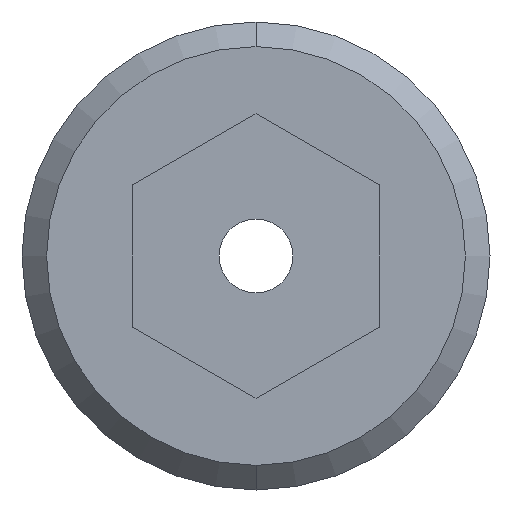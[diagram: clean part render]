
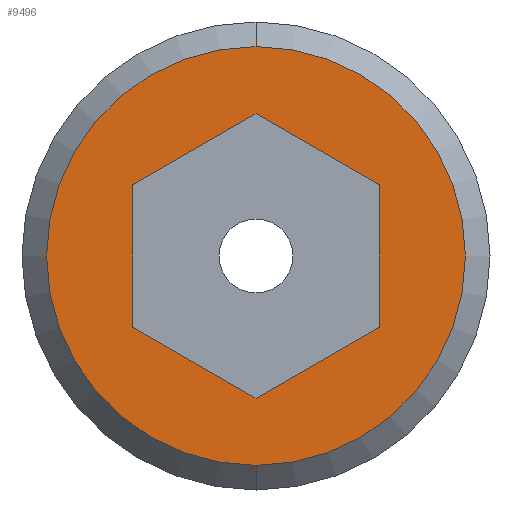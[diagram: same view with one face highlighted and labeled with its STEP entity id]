
A CAD part, left-side view. The second image highlights one B-rep face of the part: STEP entity #9496.
In plain terms, the highlighted planar face has unit normal (-1, 0, 0).
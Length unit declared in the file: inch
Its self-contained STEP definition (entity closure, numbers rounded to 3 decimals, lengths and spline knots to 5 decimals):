
#3943=CARTESIAN_POINT('',(-0.162,0.,0.));
#3944=DIRECTION('',(-1.,0.,0.));
#3945=DIRECTION('',(0.,1.,0.));
#3946=AXIS2_PLACEMENT_3D('',#3943,#3944,#3945);
#3961=DIRECTION('',(0.,0.5,0.866));
#3962=VECTOR('',#3961,0.08083);
#3963=CARTESIAN_POINT('',(-0.162,0.04041,-0.07));
#3964=LINE('',#3963,#3962);
#3965=DIRECTION('',(0.,1.,0.));
#3966=VECTOR('',#3965,0.08083);
#3967=CARTESIAN_POINT('',(-0.162,-0.04041,-0.07));
#3968=LINE('',#3967,#3966);
#3969=DIRECTION('',(0.,0.5,-0.866));
#3970=VECTOR('',#3969,0.08083);
#3971=CARTESIAN_POINT('',(-0.162,-0.08083,0.));
#3972=LINE('',#3971,#3970);
#3973=DIRECTION('',(0.,-0.5,-0.866));
#3974=VECTOR('',#3973,0.08083);
#3975=CARTESIAN_POINT('',(-0.162,-0.04041,0.07));
#3976=LINE('',#3975,#3974);
#3977=DIRECTION('',(0.,-1.,0.));
#3978=VECTOR('',#3977,0.08083);
#3979=CARTESIAN_POINT('',(-0.162,0.04041,0.07));
#3980=LINE('',#3979,#3978);
#3981=DIRECTION('',(0.,-0.5,0.866));
#3982=VECTOR('',#3981,0.08083);
#3983=CARTESIAN_POINT('',(-0.162,0.08083,0.));
#3984=LINE('',#3983,#3982);
#3985=CARTESIAN_POINT('',(-0.162,0.,0.));
#3986=DIRECTION('',(1.,0.,0.));
#3987=DIRECTION('',(0.,1.,0.));
#3988=AXIS2_PLACEMENT_3D('',#3985,#3986,#3987);
#4237=CARTESIAN_POINT('',(-0.162,0.119,0.));
#4238=CARTESIAN_POINT('',(-0.162,-0.119,0.));
#4239=VERTEX_POINT('',#4237);
#4240=VERTEX_POINT('',#4238);
#4257=CARTESIAN_POINT('',(-0.162,0.04041,-0.07));
#4258=CARTESIAN_POINT('',(-0.162,0.08083,0.));
#4259=VERTEX_POINT('',#4257);
#4260=VERTEX_POINT('',#4258);
#4261=CARTESIAN_POINT('',(-0.162,-0.04041,-0.07));
#4262=VERTEX_POINT('',#4261);
#4263=CARTESIAN_POINT('',(-0.162,-0.08083,0.));
#4264=VERTEX_POINT('',#4263);
#4265=CARTESIAN_POINT('',(-0.162,-0.04041,0.07));
#4266=VERTEX_POINT('',#4265);
#4267=CARTESIAN_POINT('',(-0.162,0.04041,0.07));
#4268=VERTEX_POINT('',#4267);
#9472=CARTESIAN_POINT('',(-0.162,0.,0.));
#9473=DIRECTION('',(1.,0.,0.));
#9474=DIRECTION('',(0.,-1.,0.));
#9475=AXIS2_PLACEMENT_3D('',#9472,#9473,#9474);
#9476=PLANE('',#9475);
#9477=ORIENTED_EDGE('',*,*,#9462,.F.);
#9479=ORIENTED_EDGE('',*,*,#9478,.T.);
#9480=EDGE_LOOP('',(#9477,#9479));
#9481=FACE_OUTER_BOUND('',#9480,.F.);
#9483=ORIENTED_EDGE('',*,*,#9482,.F.);
#9485=ORIENTED_EDGE('',*,*,#9484,.F.);
#9487=ORIENTED_EDGE('',*,*,#9486,.F.);
#9489=ORIENTED_EDGE('',*,*,#9488,.F.);
#9491=ORIENTED_EDGE('',*,*,#9490,.F.);
#9493=ORIENTED_EDGE('',*,*,#9492,.F.);
#9494=EDGE_LOOP('',(#9483,#9485,#9487,#9489,#9491,#9493));
#9495=FACE_BOUND('',#9494,.F.);
#3947=CIRCLE('',#3946,0.119);
#3989=CIRCLE('',#3988,0.119);
#9462=EDGE_CURVE('',#4239,#4240,#3947,.T.);
#9478=EDGE_CURVE('',#4239,#4240,#3989,.T.);
#9482=EDGE_CURVE('',#4259,#4260,#3964,.T.);
#9484=EDGE_CURVE('',#4262,#4259,#3968,.T.);
#9486=EDGE_CURVE('',#4264,#4262,#3972,.T.);
#9488=EDGE_CURVE('',#4266,#4264,#3976,.T.);
#9490=EDGE_CURVE('',#4268,#4266,#3980,.T.);
#9492=EDGE_CURVE('',#4260,#4268,#3984,.T.);
#9496=ADVANCED_FACE('',(#9481,#9495),#9476,.F.);
